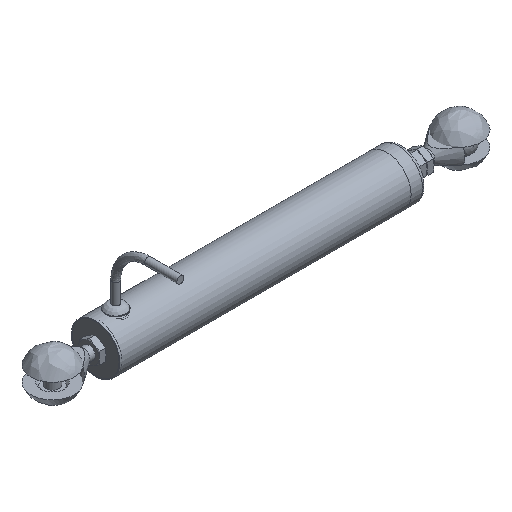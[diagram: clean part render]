
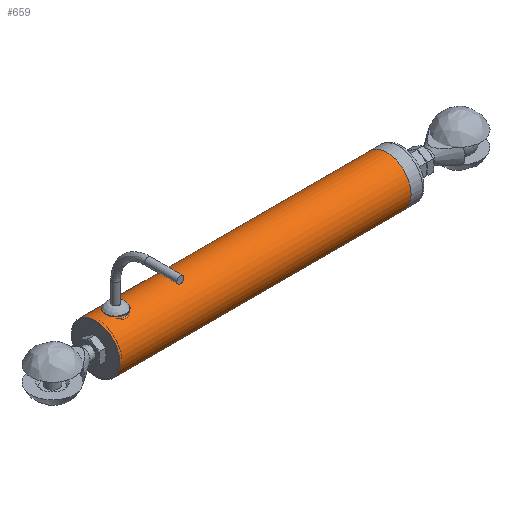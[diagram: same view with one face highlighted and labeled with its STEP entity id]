
A CAD part, isometric view. The second image highlights one B-rep face of the part: STEP entity #659.
In plain terms, the highlighted cylindrical face has radius 9.525 mm (diameter 19.05 mm), a full revolution.
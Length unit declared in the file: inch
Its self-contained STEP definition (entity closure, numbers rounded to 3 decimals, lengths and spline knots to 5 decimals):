
#40 = CARTESIAN_POINT ( 'NONE',  ( 0.406, 0., 0.375 ) ) ;
#157 = CARTESIAN_POINT ( 'NONE',  ( 0.39643, 0.04178, 0.37271 ) ) ;
#170 = EDGE_CURVE ( 'NONE', #1511, #1511, #2966, .T. ) ;
#185 = CARTESIAN_POINT ( 'NONE',  ( 0.23734, -0.05744, 0.37061 ) ) ;
#209 = CARTESIAN_POINT ( 'NONE',  ( 0.38666, 0.05744, 0.37061 ) ) ;
#229 = CARTESIAN_POINT ( 'NONE',  ( 0.22106, -0.02458, 0.37424 ) ) ;
#254 = CARTESIAN_POINT ( 'NONE',  ( 0.36972, 0.0752, 0.36749 ) ) ;
#284 = VERTEX_POINT ( 'NONE', #660 ) ;
#371 = EDGE_LOOP ( 'NONE', ( #3503 ) ) ;
#404 = FACE_OUTER_BOUND ( 'NONE', #3415, .T. ) ;
#512 = CARTESIAN_POINT ( 'NONE',  ( 0.23727, 0.05735, 0.37063 ) ) ;
#535 = CARTESIAN_POINT ( 'NONE',  ( 0.2876, -0.09099, 0.3638 ) ) ;
#562 = CARTESIAN_POINT ( 'NONE',  ( 0.38279, 0.06215, 0.36984 ) ) ;
#586 = CARTESIAN_POINT ( 'NONE',  ( 0.36983, -0.0751, 0.36751 ) ) ;
#610 = CARTESIAN_POINT ( 'NONE',  ( 0.28173, -0.08921, 0.36424 ) ) ;
#659 = ADVANCED_FACE ( 'NONE', ( #404, #2510, #1448 ), #2602, .T. ) ;
#660 = CARTESIAN_POINT ( 'NONE',  ( 4.5, 0., 0.375 ) ) ;
#671 = DIRECTION ( 'NONE',  ( -1., 0., 0. ) ) ;
#765 = DIRECTION ( 'NONE',  ( 0., 0., 1. ) ) ;
#880 = CARTESIAN_POINT ( 'NONE',  ( 0.25417, 0.0751, 0.36751 ) ) ;
#934 = CARTESIAN_POINT ( 'NONE',  ( 0.22283, 0.03039, 0.37381 ) ) ;
#965 = CARTESIAN_POINT ( 'NONE',  ( 0.35939, -0.0821, 0.36594 ) ) ;
#1137 = EDGE_LOOP ( 'NONE', ( #2949 ) ) ;
#1279 = CARTESIAN_POINT ( 'NONE',  ( 0.23045, 0.04715, 0.37206 ) ) ;
#1301 = CARTESIAN_POINT ( 'NONE',  ( 0.40539, -0.01236, 0.37484 ) ) ;
#1323 = CARTESIAN_POINT ( 'NONE',  ( 0.22102, 0.0244, 0.37425 ) ) ;
#1346 = CARTESIAN_POINT ( 'NONE',  ( 0.406, 0., 0.375 ) ) ;
#1448 = FACE_OUTER_BOUND ( 'NONE', #371, .T. ) ;
#1511 = VERTEX_POINT ( 'NONE', #4433 ) ;
#1635 = CARTESIAN_POINT ( 'NONE',  ( 0.40115, 0.03044, 0.37381 ) ) ;
#1658 = CARTESIAN_POINT ( 'NONE',  ( 0.26461, 0.0821, 0.36594 ) ) ;
#1692 = CARTESIAN_POINT ( 'NONE',  ( 0.25428, -0.07521, 0.36749 ) ) ;
#1713 = CARTESIAN_POINT ( 'NONE',  ( 0.406, 0.00624, 0.375 ) ) ;
#1990 = CARTESIAN_POINT ( 'NONE',  ( 0.28155, 0.08914, 0.36426 ) ) ;
#2010 = CARTESIAN_POINT ( 'NONE',  ( 0.40116, -0.03039, 0.37381 ) ) ;
#2016 = EDGE_CURVE ( 'NONE', #4584, #4584, #4352, .T. ) ;
#2040 = CARTESIAN_POINT ( 'NONE',  ( 0.30593, -0.09401, 0.36303 ) ) ;
#2068 = CARTESIAN_POINT ( 'NONE',  ( 0.35939, 0.08212, 0.36593 ) ) ;
#2089 = CARTESIAN_POINT ( 'NONE',  ( 0.38278, -0.06216, 0.36984 ) ) ;
#2100 = CARTESIAN_POINT ( 'NONE',  ( 0., 0., 0. ) ) ;
#2350 = CARTESIAN_POINT ( 'NONE',  ( 0.406, -0.00624, 0.375 ) ) ;
#2357 = CARTESIAN_POINT ( 'NONE',  ( 0.406, 0., 0.375 ) ) ;
#2377 = CARTESIAN_POINT ( 'NONE',  ( 0.39644, -0.04176, 0.37271 ) ) ;
#2401 = CARTESIAN_POINT ( 'NONE',  ( 0.29964, 0.09339, 0.36319 ) ) ;
#2430 = CARTESIAN_POINT ( 'NONE',  ( 0.40298, -0.02441, 0.37425 ) ) ;
#2509 = DIRECTION ( 'NONE',  ( 0., 0., 1. ) ) ;
#2510 = FACE_BOUND ( 'NONE', #1137, .T. ) ;
#2602 = CYLINDRICAL_SURFACE ( 'NONE', #4620, 0.375 ) ;
#2718 = CARTESIAN_POINT ( 'NONE',  ( 0.34227, 0.08921, 0.36424 ) ) ;
#2749 = CARTESIAN_POINT ( 'NONE',  ( 0.39355, -0.04715, 0.37206 ) ) ;
#2774 = CARTESIAN_POINT ( 'NONE',  ( 0.22285, -0.03044, 0.37381 ) ) ;
#2797 = CARTESIAN_POINT ( 'NONE',  ( 0.39347, 0.04728, 0.37204 ) ) ;
#2821 = CARTESIAN_POINT ( 'NONE',  ( 0.29967, -0.09339, 0.36319 ) ) ;
#2889 = CIRCLE ( 'NONE', #3502, 0.375 ) ;
#2945 = DIRECTION ( 'NONE',  ( -1., 0., 0. ) ) ;
#2949 = ORIENTED_EDGE ( 'NONE', *, *, #2016, .T. ) ;
#2966 = CIRCLE ( 'NONE', #3288, 0.375 ) ;
#3044 = CARTESIAN_POINT ( 'NONE',  ( 4.5, 0., 0. ) ) ;
#3062 = EDGE_CURVE ( 'NONE', #284, #284, #2889, .T. ) ;
#3077 = CARTESIAN_POINT ( 'NONE',  ( 0.24122, 0.06215, 0.36984 ) ) ;
#3102 = CARTESIAN_POINT ( 'NONE',  ( 0.40537, 0.01248, 0.37484 ) ) ;
#3132 = CARTESIAN_POINT ( 'NONE',  ( 0.2875, 0.09096, 0.3638 ) ) ;
#3155 = CARTESIAN_POINT ( 'NONE',  ( 0.22756, 0.04176, 0.37271 ) ) ;
#3220 = DIRECTION ( 'NONE',  ( 1., 0., 0. ) ) ;
#3288 = AXIS2_PLACEMENT_3D ( 'NONE', #2100, #3220, #2509 ) ;
#3392 = ORIENTED_EDGE ( 'NONE', *, *, #3062, .T. ) ;
#3415 = EDGE_LOOP ( 'NONE', ( #3392 ) ) ;
#3460 = CARTESIAN_POINT ( 'NONE',  ( 0.30576, 0.09399, 0.36303 ) ) ;
#3484 = CARTESIAN_POINT ( 'NONE',  ( 0.31824, -0.09399, 0.36303 ) ) ;
#3502 = AXIS2_PLACEMENT_3D ( 'NONE', #3044, #2945, #765 ) ;
#3503 = ORIENTED_EDGE ( 'NONE', *, *, #170, .T. ) ;
#3512 = CARTESIAN_POINT ( 'NONE',  ( 0.218, 0.00623, 0.375 ) ) ;
#3540 = CARTESIAN_POINT ( 'NONE',  ( 0.23053, -0.04728, 0.37204 ) ) ;
#3559 = CARTESIAN_POINT ( 'NONE',  ( 0.31807, 0.09401, 0.36303 ) ) ;
#3638 = CARTESIAN_POINT ( 'NONE',  ( -0.30158, 0., 0. ) ) ;
#3808 = CARTESIAN_POINT ( 'NONE',  ( 0.32436, -0.09339, 0.36319 ) ) ;
#3831 = CARTESIAN_POINT ( 'NONE',  ( 0.38673, -0.05735, 0.37062 ) ) ;
#3854 = CARTESIAN_POINT ( 'NONE',  ( 0.32433, 0.09339, 0.36319 ) ) ;
#3881 = CARTESIAN_POINT ( 'NONE',  ( 0.26461, -0.08212, 0.36593 ) ) ;
#3977 = DIRECTION ( 'NONE',  ( 0., 0., 1. ) ) ;
#4156 = CARTESIAN_POINT ( 'NONE',  ( 0.21863, -0.01248, 0.37484 ) ) ;
#4187 = CARTESIAN_POINT ( 'NONE',  ( 0.24121, -0.06215, 0.36984 ) ) ;
#4214 = CARTESIAN_POINT ( 'NONE',  ( 0.218, -0.00624, 0.375 ) ) ;
#4235 = CARTESIAN_POINT ( 'NONE',  ( 0.40294, 0.02458, 0.37424 ) ) ;
#4260 = CARTESIAN_POINT ( 'NONE',  ( 0.22757, -0.04178, 0.37271 ) ) ;
#4352 = B_SPLINE_CURVE_WITH_KNOTS ( 'NONE', 3,
 ( #40, #2350, #1301, #2430, #2010, #2377, #2749, #3831, #2089, #586, #965, #4581, #4527, #3808, #3484, #2040, #2821, #535, #610, #3881, #1692, #4187, #185, #3540, #4260, #2774, #229, #4156, #4214, #3512, #4600, #1323, #934, #3155, #1279, #512, #3077, #880, #1658, #1990, #3132, #2401, #3460, #3559, #3854, #4622, #2718, #2068, #254, #562, #209, #2797, #157, #1635, #4235, #3102, #1713, #1346 ),
 .UNSPECIFIED., .T., .F.,
 ( 4, 2, 2, 2, 2, 2, 2, 2, 2, 2, 2, 2, 2, 2, 2, 2, 2, 2, 2, 2, 2, 2, 2, 2, 2, 2, 2, 2, 4 ),
 ( 0., 0.00047, 0.00094, 0.0014, 0.00187, 0.00281, 0.00328, 0.00375, 0.00421, 0.00468, 0.00562, 0.00609, 0.00656, 0.00702, 0.00749, 0.00796, 0.00843, 0.0089, 0.00937, 0.0103, 0.01077, 0.01124, 0.01171, 0.01217, 0.01311, 0.01358, 0.01405, 0.01452, 0.01498 ),
 .UNSPECIFIED. ) ;
#4433 = CARTESIAN_POINT ( 'NONE',  ( 0., 0., 0.375 ) ) ;
#4527 = CARTESIAN_POINT ( 'NONE',  ( 0.3365, -0.09096, 0.3638 ) ) ;
#4581 = CARTESIAN_POINT ( 'NONE',  ( 0.34245, -0.08914, 0.36426 ) ) ;
#4584 = VERTEX_POINT ( 'NONE', #2357 ) ;
#4600 = CARTESIAN_POINT ( 'NONE',  ( 0.21861, 0.01236, 0.37484 ) ) ;
#4620 = AXIS2_PLACEMENT_3D ( 'NONE', #3638, #671, #3977 ) ;
#4622 = CARTESIAN_POINT ( 'NONE',  ( 0.3364, 0.09099, 0.3638 ) ) ;
